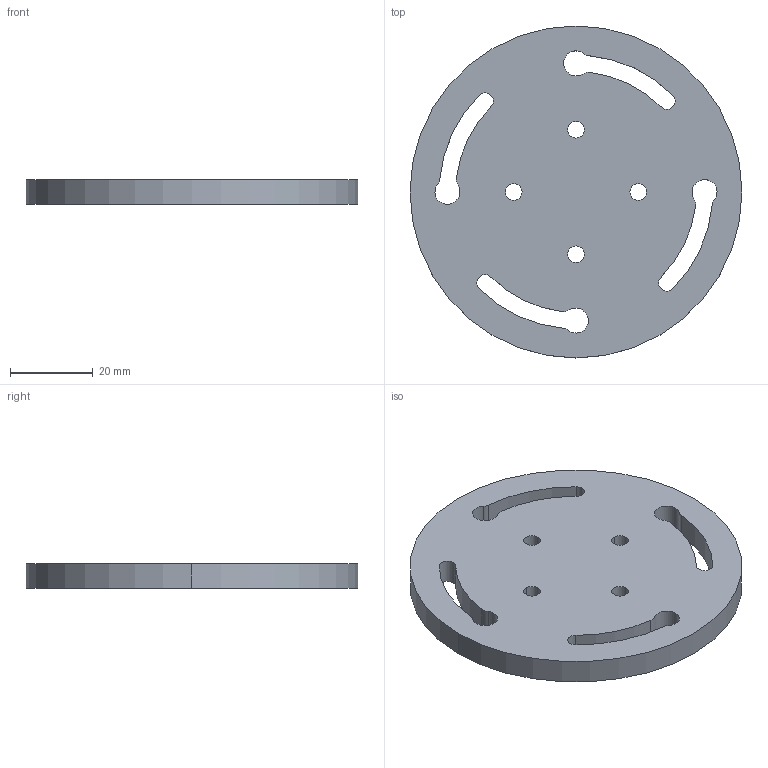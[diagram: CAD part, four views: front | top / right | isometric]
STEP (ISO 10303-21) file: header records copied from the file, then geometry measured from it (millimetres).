
FILE_DESCRIPTION(('CATIA V5 STEP Exchange'),'2;1');
FILE_NAME('bague_sepa.stp','2019-04-09T15:52:01+00:00',('none'),('none'),'CATIA Version 5 Release 19 GA (IN-10)','CATIA V5 STEP AP203','none');
FILE_SCHEMA(('CONFIG_CONTROL_DESIGN'));
Length unit declared in the file: millimetre
Products named in the file (1): bague_sepa
Bounding box: 80 x 80 x 6 mm (x, y, z)
Volume: 26951.4 mm3; surface area: 12348.7 mm2
Topology: 1 solids, 1 shells, 36 faces, 102 edges, 68 vertices
Faces by surface type: cylinder 34, plane 2
Entity records: 1195 total; most frequent: ORIENTED_EDGE 204, CARTESIAN_POINT 202, DIRECTION 164, EDGE_CURVE 102, AXIS2_PLACEMENT_3D 100, CIRCLE 68, VERTEX_POINT 68, EDGE_LOOP 52
